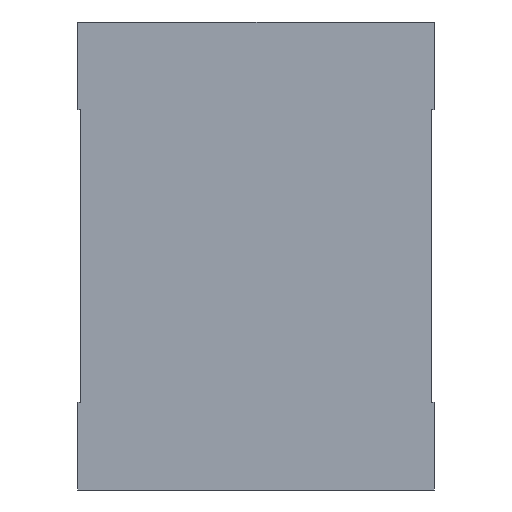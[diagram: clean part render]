
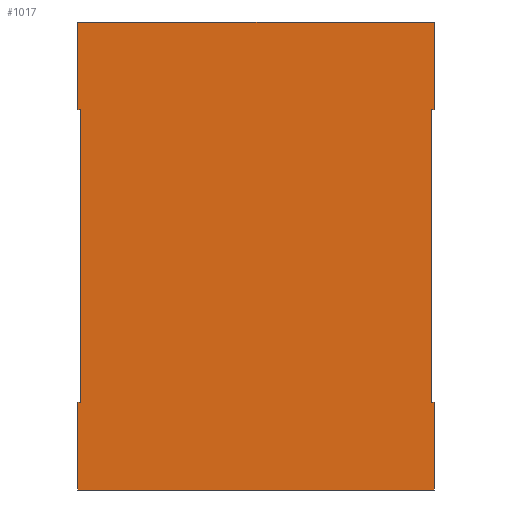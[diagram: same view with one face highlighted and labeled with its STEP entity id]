
A CAD part, left-side view. The second image highlights one B-rep face of the part: STEP entity #1017.
In plain terms, the highlighted planar face has unit normal (-1, 0, 0).
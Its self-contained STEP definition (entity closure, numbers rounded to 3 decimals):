
#21 = VERTEX_POINT ( 'NONE', #1223 ) ;
#22 = DIRECTION ( 'NONE',  ( 0., 0., -1. ) ) ;
#26 = LINE ( 'NONE', #686, #104 ) ;
#51 = VECTOR ( 'NONE', #975, 1000. ) ;
#80 = CARTESIAN_POINT ( 'NONE',  ( -1.6, -0.01, 0.5 ) ) ;
#91 = CARTESIAN_POINT ( 'NONE',  ( -1.6, -0.01, -0.5 ) ) ;
#92 = ORIENTED_EDGE ( 'NONE', *, *, #1242, .F. ) ;
#104 = VECTOR ( 'NONE', #321, 1000. ) ;
#111 = ORIENTED_EDGE ( 'NONE', *, *, #1486, .T. ) ;
#150 = EDGE_CURVE ( 'NONE', #1182, #613, #151, .T. ) ;
#151 = LINE ( 'NONE', #789, #459 ) ;
#155 = PLANE ( 'NONE',  #989 ) ;
#172 = EDGE_CURVE ( 'NONE', #1530, #1293, #290, .T. ) ;
#173 = VERTEX_POINT ( 'NONE', #1108 ) ;
#186 = VECTOR ( 'NONE', #492, 1000. ) ;
#222 = VERTEX_POINT ( 'NONE', #1233 ) ;
#246 = VECTOR ( 'NONE', #1081, 1000. ) ;
#253 = CARTESIAN_POINT ( 'NONE',  ( -1.6, -0.01, 0.5 ) ) ;
#260 = ORIENTED_EDGE ( 'NONE', *, *, #1096, .F. ) ;
#290 = LINE ( 'NONE', #883, #1483 ) ;
#298 = CARTESIAN_POINT ( 'NONE',  ( -1.6, 1.21, 0.8 ) ) ;
#306 = VECTOR ( 'NONE', #1039, 1000. ) ;
#316 = VECTOR ( 'NONE', #412, 1000. ) ;
#321 = DIRECTION ( 'NONE',  ( 0., 0., -1. ) ) ;
#328 = VERTEX_POINT ( 'NONE', #675 ) ;
#335 = EDGE_CURVE ( 'NONE', #173, #1182, #1561, .T. ) ;
#351 = LINE ( 'NONE', #1213, #186 ) ;
#365 = CARTESIAN_POINT ( 'NONE',  ( -1.6, 1.21, 0.8 ) ) ;
#372 = LINE ( 'NONE', #1290, #1011 ) ;
#412 = DIRECTION ( 'NONE',  ( 0., 0., 1. ) ) ;
#430 = LINE ( 'NONE', #80, #1514 ) ;
#455 = DIRECTION ( 'NONE',  ( 0., 1., 0. ) ) ;
#459 = VECTOR ( 'NONE', #1264, 1000. ) ;
#463 = CARTESIAN_POINT ( 'NONE',  ( -1.6, -0.01, -0.5 ) ) ;
#492 = DIRECTION ( 'NONE',  ( 0., -1., 0. ) ) ;
#504 = ORIENTED_EDGE ( 'NONE', *, *, #695, .F. ) ;
#521 = EDGE_CURVE ( 'NONE', #793, #726, #372, .T. ) ;
#545 = DIRECTION ( 'NONE',  ( 0., 1., 0. ) ) ;
#554 = CARTESIAN_POINT ( 'NONE',  ( -1.6, -0.01, -0.8 ) ) ;
#562 = VECTOR ( 'NONE', #1130, 1000. ) ;
#565 = DIRECTION ( 'NONE',  ( 0., 0., -1. ) ) ;
#569 = CARTESIAN_POINT ( 'NONE',  ( -1.6, 0., 0.5 ) ) ;
#578 = EDGE_LOOP ( 'NONE', ( #1082, #979, #1230, #111, #92, #504, #1433, #260, #699, #1049, #1232, #1319 ) ) ;
#579 = VERTEX_POINT ( 'NONE', #253 ) ;
#593 = CARTESIAN_POINT ( 'NONE',  ( -1.6, 1.2, -0.8 ) ) ;
#604 = EDGE_CURVE ( 'NONE', #173, #726, #624, .T. ) ;
#613 = VERTEX_POINT ( 'NONE', #1195 ) ;
#620 = VECTOR ( 'NONE', #455, 1000. ) ;
#624 = LINE ( 'NONE', #593, #51 ) ;
#630 = CARTESIAN_POINT ( 'NONE',  ( -1.6, 1.2, 0.8 ) ) ;
#640 = FACE_OUTER_BOUND ( 'NONE', #578, .T. ) ;
#675 = CARTESIAN_POINT ( 'NONE',  ( -1.6, 0., -0.5 ) ) ;
#686 = CARTESIAN_POINT ( 'NONE',  ( -1.6, -0.01, 0.8 ) ) ;
#695 = EDGE_CURVE ( 'NONE', #1293, #579, #26, .T. ) ;
#699 = ORIENTED_EDGE ( 'NONE', *, *, #938, .T. ) ;
#726 = VERTEX_POINT ( 'NONE', #554 ) ;
#783 = CARTESIAN_POINT ( 'NONE',  ( -1.6, 1.2, 0.8 ) ) ;
#789 = CARTESIAN_POINT ( 'NONE',  ( -1.6, 1.21, -0.5 ) ) ;
#793 = VERTEX_POINT ( 'NONE', #91 ) ;
#834 = EDGE_CURVE ( 'NONE', #793, #328, #1171, .T. ) ;
#883 = CARTESIAN_POINT ( 'NONE',  ( -1.6, 1.2, 0.8 ) ) ;
#931 = CARTESIAN_POINT ( 'NONE',  ( -1.6, -0.01, 0.8 ) ) ;
#938 = EDGE_CURVE ( 'NONE', #21, #222, #351, .T. ) ;
#975 = DIRECTION ( 'NONE',  ( 0., -1., 0. ) ) ;
#979 = ORIENTED_EDGE ( 'NONE', *, *, #521, .F. ) ;
#989 = AXIS2_PLACEMENT_3D ( 'NONE', #630, #1111, #22 ) ;
#990 = LINE ( 'NONE', #783, #316 ) ;
#1011 = VECTOR ( 'NONE', #565, 1000. ) ;
#1017 = ADVANCED_FACE ( 'NONE', ( #640 ), #155, .F. ) ;
#1039 = DIRECTION ( 'NONE',  ( 0., 0., 1. ) ) ;
#1049 = ORIENTED_EDGE ( 'NONE', *, *, #1179, .F. ) ;
#1081 = DIRECTION ( 'NONE',  ( 0., 0., 1. ) ) ;
#1082 = ORIENTED_EDGE ( 'NONE', *, *, #604, .T. ) ;
#1096 = EDGE_CURVE ( 'NONE', #21, #1530, #1238, .T. ) ;
#1108 = CARTESIAN_POINT ( 'NONE',  ( -1.6, 1.21, -0.8 ) ) ;
#1111 = DIRECTION ( 'NONE',  ( 1., 0., 0. ) ) ;
#1122 = LINE ( 'NONE', #1206, #246 ) ;
#1130 = DIRECTION ( 'NONE',  ( 0., 0., 1. ) ) ;
#1171 = LINE ( 'NONE', #463, #620 ) ;
#1179 = EDGE_CURVE ( 'NONE', #613, #222, #990, .T. ) ;
#1182 = VERTEX_POINT ( 'NONE', #1500 ) ;
#1195 = CARTESIAN_POINT ( 'NONE',  ( -1.6, 1.2, -0.5 ) ) ;
#1206 = CARTESIAN_POINT ( 'NONE',  ( -1.6, 0., 0.8 ) ) ;
#1213 = CARTESIAN_POINT ( 'NONE',  ( -1.6, 1.21, 0.5 ) ) ;
#1223 = CARTESIAN_POINT ( 'NONE',  ( -1.6, 1.21, 0.5 ) ) ;
#1230 = ORIENTED_EDGE ( 'NONE', *, *, #834, .T. ) ;
#1232 = ORIENTED_EDGE ( 'NONE', *, *, #150, .F. ) ;
#1233 = CARTESIAN_POINT ( 'NONE',  ( -1.6, 1.2, 0.5 ) ) ;
#1238 = LINE ( 'NONE', #298, #562 ) ;
#1242 = EDGE_CURVE ( 'NONE', #579, #1390, #430, .T. ) ;
#1264 = DIRECTION ( 'NONE',  ( 0., -1., 0. ) ) ;
#1290 = CARTESIAN_POINT ( 'NONE',  ( -1.6, -0.01, -0.8 ) ) ;
#1293 = VERTEX_POINT ( 'NONE', #931 ) ;
#1319 = ORIENTED_EDGE ( 'NONE', *, *, #335, .F. ) ;
#1390 = VERTEX_POINT ( 'NONE', #569 ) ;
#1394 = CARTESIAN_POINT ( 'NONE',  ( -1.6, 1.21, -0.8 ) ) ;
#1433 = ORIENTED_EDGE ( 'NONE', *, *, #172, .F. ) ;
#1483 = VECTOR ( 'NONE', #1495, 1000. ) ;
#1486 = EDGE_CURVE ( 'NONE', #328, #1390, #1122, .T. ) ;
#1495 = DIRECTION ( 'NONE',  ( 0., -1., 0. ) ) ;
#1500 = CARTESIAN_POINT ( 'NONE',  ( -1.6, 1.21, -0.5 ) ) ;
#1514 = VECTOR ( 'NONE', #545, 1000. ) ;
#1530 = VERTEX_POINT ( 'NONE', #365 ) ;
#1561 = LINE ( 'NONE', #1394, #306 ) ;
